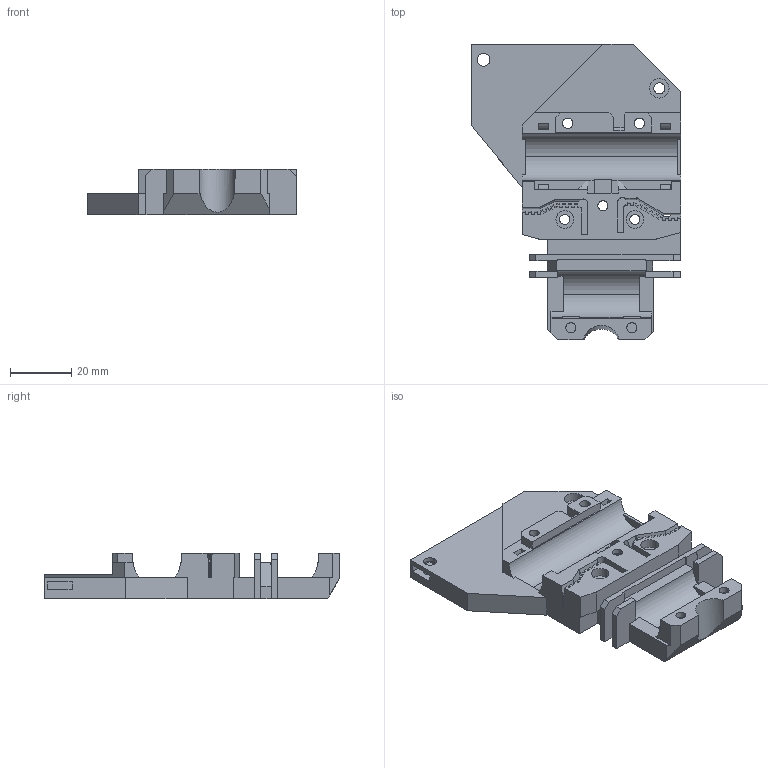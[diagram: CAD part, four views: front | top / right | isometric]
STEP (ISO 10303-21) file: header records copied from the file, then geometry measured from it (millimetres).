
FILE_DESCRIPTION (( 'STEP AP214' ), '1' );
FILE_NAME ('PrusaMK3_frontpart.STEP', '2024-10-16T11:54:58', ( '' ), ( '' ), 'SwSTEP 2.0', 'SolidWorks 2022', '' );
FILE_SCHEMA (( 'AUTOMOTIVE_DESIGN' ));
Length unit declared in the file: millimetre
Products named in the file (1): PrusaMK3_frontpart
Bounding box: 68.61 x 97 x 15 mm (x, y, z)
Volume: 43745.9 mm3; surface area: 20114.8 mm2
Topology: 1 solids, 2 shells, 444 faces, 1286 edges, 847 vertices
Faces by surface type: plane 372, cylinder 66, cone 6
Entity records: 14548 total; most frequent: CARTESIAN_POINT 2651, ORIENTED_EDGE 2572, DIRECTION 2325, EDGE_CURVE 1286, VECTOR 1095, LINE 1095, VERTEX_POINT 847, AXIS2_PLACEMENT_3D 615
